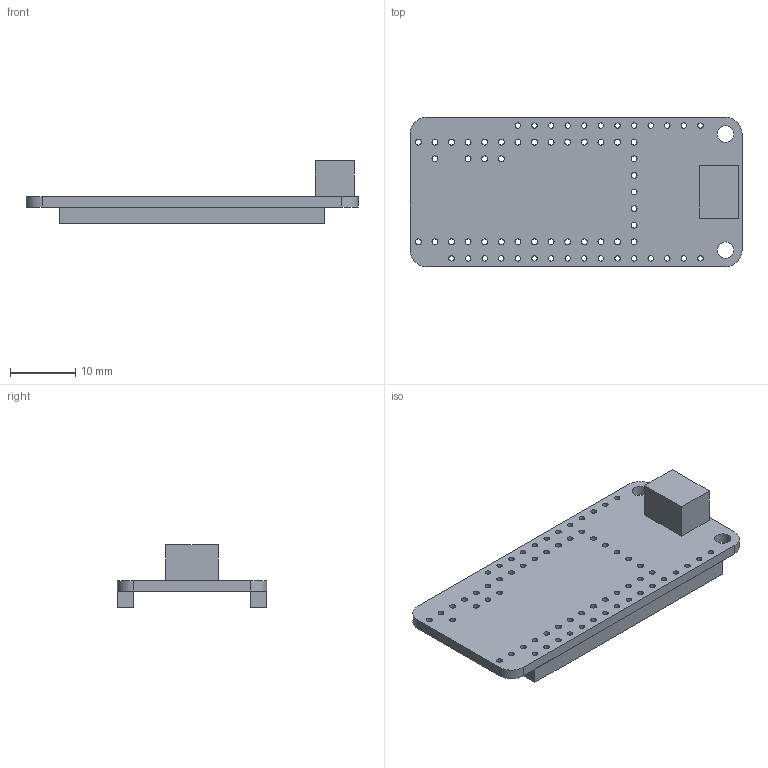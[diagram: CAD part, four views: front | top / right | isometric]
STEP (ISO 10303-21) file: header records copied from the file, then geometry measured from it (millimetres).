
FILE_DESCRIPTION(/* description */ (''),/* implementation_level */ '2;1');
FILE_NAME(/* name */ 'Teensy Feather Adapter.step',/* time_stamp */ '2018-07-07T13:03:16-04:00',/* author */ ('Adafruit'),/* organization */ (''),/* preprocessor_version */ 'ST-DEVELOPER v17',/* originating_system */ 'Autodesk Translation Framework v7.1.0.215',/* authorisation */ '');
FILE_SCHEMA (('AUTOMOTIVE_DESIGN { 1 0 10303 214 3 1 1 }'));
Length unit declared in the file: millimetre
Products named in the file (1): Teensy Feather Adapter
Bounding box: 50.8 x 22.86 x 9.6 mm (x, y, z)
Volume: 2448.8 mm3; surface area: 3897.8 mm2
Topology: 4 solids, 4 shells, 123 faces, 475 edges, 360 vertices
Faces by surface type: cylinder 99, plane 24
Full cylindrical faces by diameter (mm): 0.838 x56, 0.889 x37, 2.5 x1, 2.54 x1
Entity records: 5787 total; most frequent: DIRECTION 1051, CARTESIAN_POINT 959, ORIENTED_EDGE 950, EDGE_CURVE 475, AXIS2_PLACEMENT_3D 452, VERTEX_POINT 360, CIRCLE 328, EDGE_LOOP 313
